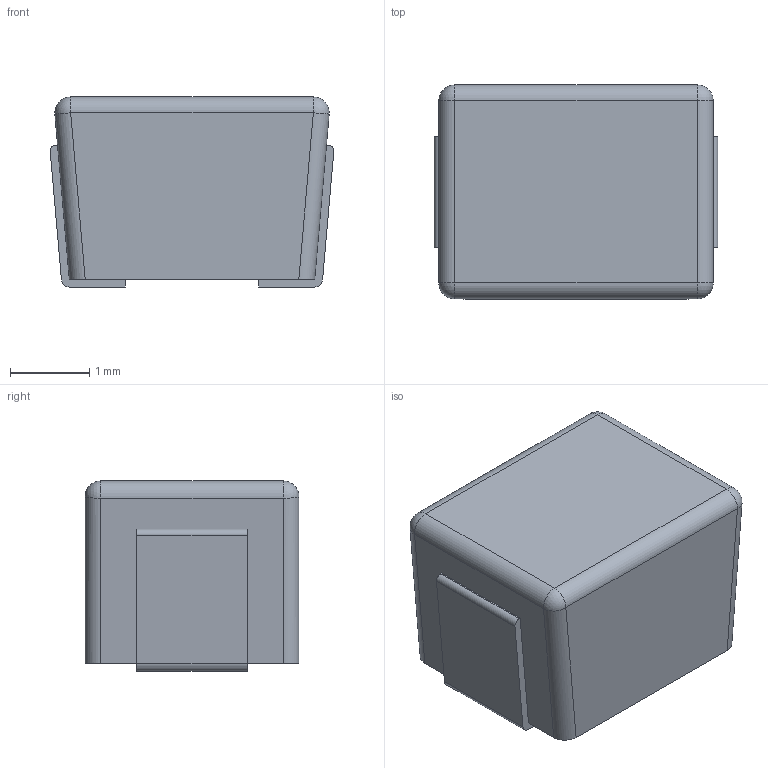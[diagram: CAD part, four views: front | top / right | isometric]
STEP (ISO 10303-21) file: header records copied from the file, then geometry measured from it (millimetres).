
FILE_DESCRIPTION (( 'STEP AP214' ), '1' );
FILE_NAME ('User Library-INDM3225X240N.STEP', '2016-06-11T01:32:07', ( 'Windows User' ), ( '' ), 'SwSTEP 2.0', 'SolidWorks 2016', '' );
FILE_SCHEMA (( 'AUTOMOTIVE_DESIGN' ));
Length unit declared in the file: millimetre
Products named in the file (1): User Library-INDM3225X240N
Bounding box: 3.58 x 2.7 x 2.4 mm (x, y, z)
Volume: 21 mm3; surface area: 45.3 mm2
Topology: 1 solids, 1 shells, 34 faces, 88 edges, 52 vertices
Faces by surface type: plane 18, cylinder 12, sphere 4
Entity records: 1224 total; most frequent: CARTESIAN_POINT 183, DIRECTION 170, ORIENTED_EDGE 168, EDGE_CURVE 84, VECTOR 60, LINE 60, AXIS2_PLACEMENT_3D 55, VERTEX_POINT 52
